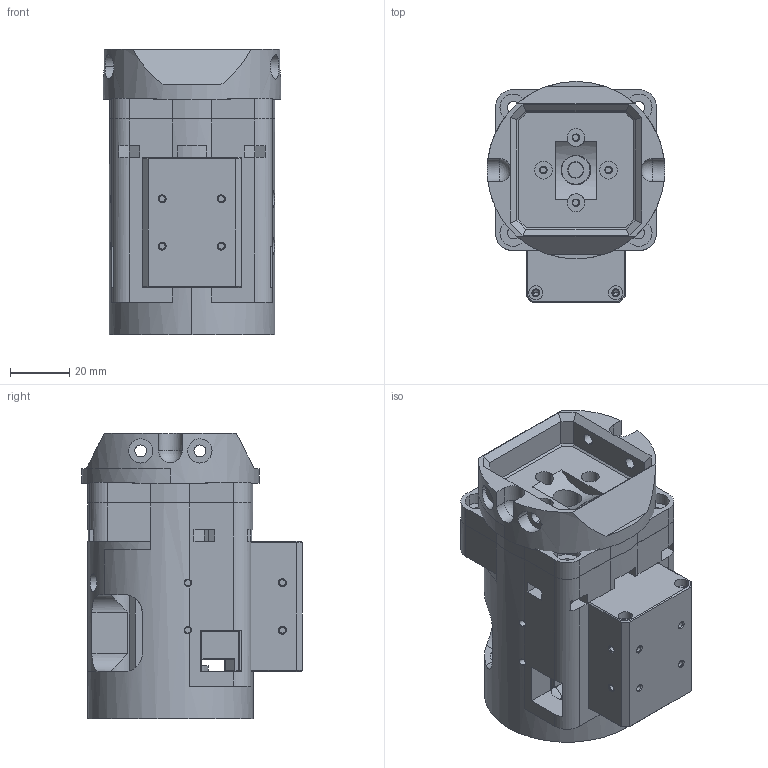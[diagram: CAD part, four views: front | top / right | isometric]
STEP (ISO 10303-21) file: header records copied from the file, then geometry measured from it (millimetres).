
FILE_DESCRIPTION((''),'2;1');
FILE_NAME('OBMP-FAM-A-1400_ASM','2023-10-12T10:53:43',('ccha425'),('Department of Mechanical Engineering, The University of Auckland'),'CREO PARAMETRIC BY PTC INC, 2017260','CREO PARAMETRIC BY PTC INC, 2017260','');
FILE_SCHEMA(('CONFIG_CONTROL_DESIGN'));
Length unit declared in the file: millimetre
Products named in the file (7): OBMP-FAM-A-1410; XM-540_IDLE; OBMP-FAM-A-1420; 6806-ZZ-30X42X7_BEARING; OBMP-FAM-A-1430; OBMP-FAM-A-1440; OBMP-FAM-A-1400_ASM
Assembly tree (6 placements, depth 2):
  OBMP-FAM-A-1400_ASM
    OBMP-FAM-A-1410
    XM-540_IDLE
    OBMP-FAM-A-1420
    6806-ZZ-30X42X7_BEARING
    OBMP-FAM-A-1430
    OBMP-FAM-A-1440
Bounding box: 60 x 74.65 x 96.6 mm (x, y, z)
Volume: 218888.1 mm3; surface area: 72134.9 mm2
Topology: 6 solids, 6 shells, 793 faces, 1952 edges, 1225 vertices
Faces by surface type: cylinder 362, plane 297, cone 118, torus 10, bspline 4, sphere 2
Entity records: 24324 total; most frequent: CARTESIAN_POINT 4733, DIRECTION 4328, ORIENTED_EDGE 3868, EDGE_CURVE 1934, AXIS2_PLACEMENT_3D 1672, VERTEX_POINT 1225, VECTOR 984, LINE 984
